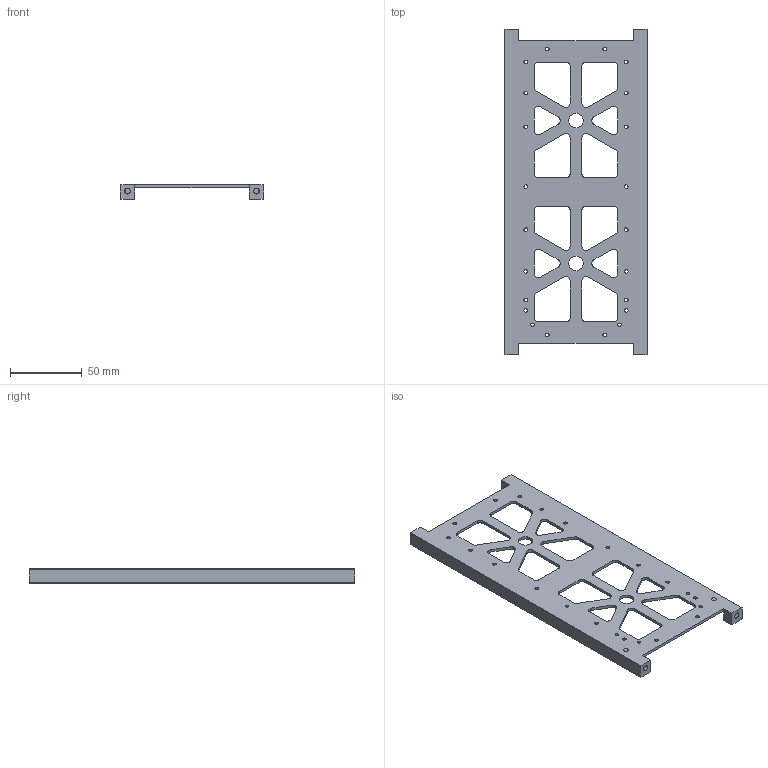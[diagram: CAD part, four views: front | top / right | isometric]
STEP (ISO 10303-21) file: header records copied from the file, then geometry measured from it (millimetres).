
FILE_DESCRIPTION (( 'STEP AP214' ), '1' );
FILE_NAME ('X_FACE.STEP', '2020-11-14T01:53:45', ( '' ), ( '' ), 'SwSTEP 2.0', 'SolidWorks 2020', '' );
FILE_SCHEMA (( 'AUTOMOTIVE_DESIGN' ));
Length unit declared in the file: millimetre
Products named in the file (1): X_FACE
Bounding box: 100 x 227 x 10 mm (x, y, z)
Volume: 39205.1 mm3; surface area: 41865.5 mm2
Topology: 1 solids, 1 shells, 178 faces, 524 edges, 348 vertices
Faces by surface type: cylinder 110, plane 68
Entity records: 6234 total; most frequent: DIRECTION 1102, CARTESIAN_POINT 1085, ORIENTED_EDGE 1048, EDGE_CURVE 524, AXIS2_PLACEMENT_3D 401, VERTEX_POINT 348, LINE 300, VECTOR 300
